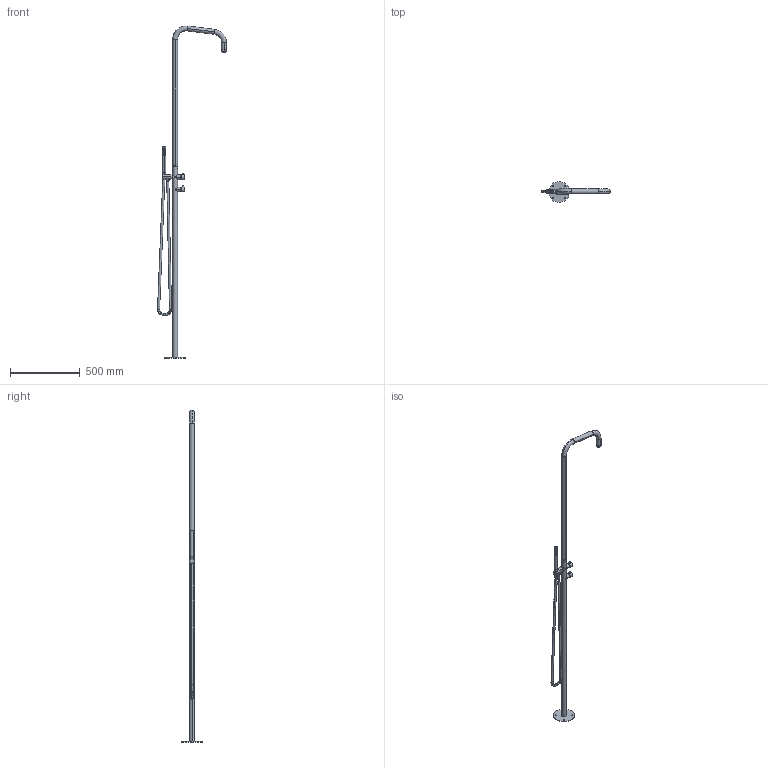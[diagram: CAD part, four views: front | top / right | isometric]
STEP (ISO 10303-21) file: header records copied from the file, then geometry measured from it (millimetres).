
FILE_DESCRIPTION(('CATIA V5 STEP Exchange','CAx-IF Rec.Pracs.--- Model Styling and Organization---1.5--- 2016-08-15','CAx-IF Rec.Pracs.---Supplemental Geometry---1.0---2011-11-01','CAx-IF Rec.Pracs.--- Composite Materials ---3.4---2017-06-13','CAx-IF Rec.Pracs.---Tessellated 3D Geometry---1.0---2015-12-17'),'2;1');
FILE_NAME('XI005100.stp','2024-07-03T12:16:35+00:00',('none'),('none'),'CATIA Version 5-6 Release 2020 SP2','CATIA V5 STEP AP242 v2','none');
FILE_SCHEMA(('AP242_MANAGED_MODEL_BASED_3D_ENGINEERING_MIM_LF {1 0 10303 442 1 1 4}'));
Products named in the file (1): XI005100
Bounding box: 493.42 x 150 x 2374.5 mm (x, y, z)
Volume: 955308.5 mm3; surface area: 867391.1 mm2
Topology: 30 solids, 30 shells, 1834 faces, 5410 edges, 3766 vertices
Faces by surface type: cone 546, cylinder 502, plane 430, bspline 341, torus 14, sphere 1
Entity records: 93092 total; most frequent: CARTESIAN_POINT 49897, ORIENTED_EDGE 10776, EDGE_CURVE 5388, DIRECTION 4719, VERTEX_POINT 3766, AXIS2_PLACEMENT_3D 2683, EDGE_LOOP 2218, B_SPLINE_CURVE_WITH_KNOTS 2003
